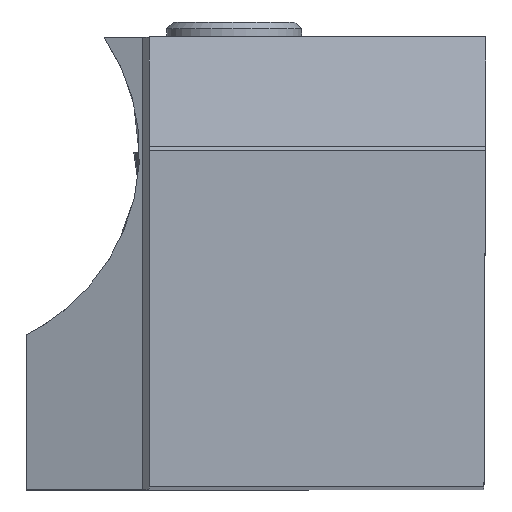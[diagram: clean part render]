
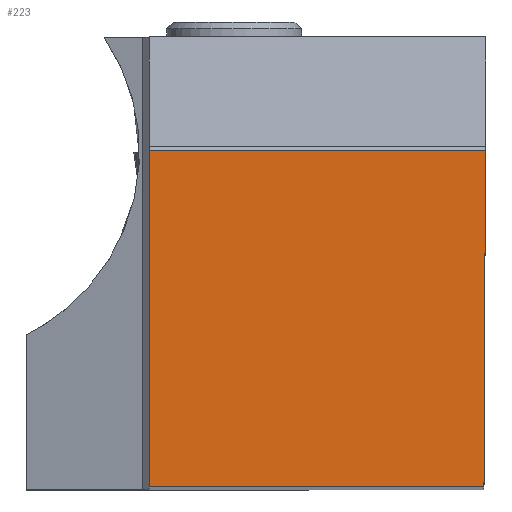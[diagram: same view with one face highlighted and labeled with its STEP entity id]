
A CAD part, top view. The second image highlights one B-rep face of the part: STEP entity #223.
In plain terms, the highlighted planar face has unit normal (0, 0, 1).
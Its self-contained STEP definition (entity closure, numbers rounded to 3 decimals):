
#223=ADVANCED_FACE('BLANK_BOXF006',(#345),#268,.F.);
#268=PLANE('',#1704);
#345=FACE_OUTER_BOUND('',#428,.T.);
#428=EDGE_LOOP('',(#812,#813,#814,#815));
#812=ORIENTED_EDGE('',*,*,#1233,.F.);
#813=ORIENTED_EDGE('',*,*,#1223,.F.);
#814=ORIENTED_EDGE('',*,*,#1232,.F.);
#815=ORIENTED_EDGE('',*,*,#1234,.F.);
#1028=VERTEX_POINT('',#3730);
#1029=VERTEX_POINT('',#3732);
#1034=VERTEX_POINT('',#3747);
#1035=VERTEX_POINT('',#3751);
#1223=EDGE_CURVE('',#1028,#1029,#1344,.T.);
#1232=EDGE_CURVE('',#1034,#1028,#1353,.T.);
#1233=EDGE_CURVE('',#1029,#1035,#1354,.T.);
#1234=EDGE_CURVE('',#1035,#1034,#1355,.T.);
#1344=LINE('',#3731,#1471);
#1353=LINE('',#3748,#1480);
#1354=LINE('',#3750,#1481);
#1355=LINE('',#3752,#1482);
#1471=VECTOR('',#1983,1.);
#1480=VECTOR('',#1996,1.);
#1481=VECTOR('',#1999,1.);
#1482=VECTOR('',#2000,1.);
#1704=AXIS2_PLACEMENT_3D('',#3753,#2001,#2002);
#1983=DIRECTION('',(-1.,0.,0.));
#1996=DIRECTION('',(-0.004,-1.,0.));
#1999=DIRECTION('',(0.,1.,0.));
#2000=DIRECTION('',(1.,0.,0.));
#2001=DIRECTION('',(0.,0.,-1.));
#2002=DIRECTION('',(0.,-1.,0.));
#3730=CARTESIAN_POINT('',(-0.109,0.,0.));
#3731=CARTESIAN_POINT('',(150.45,0.,0.));
#3732=CARTESIAN_POINT('',(-24.875,0.,0.));
#3747=CARTESIAN_POINT('',(0.,24.875,0.));
#3748=CARTESIAN_POINT('',(0.548,150.449,0.));
#3750=CARTESIAN_POINT('',(-24.875,-150.45,0.));
#3751=CARTESIAN_POINT('',(-24.875,24.875,0.));
#3752=CARTESIAN_POINT('',(-150.45,24.875,0.));
#3753=CARTESIAN_POINT('',(-33.994,-5.,0.));
